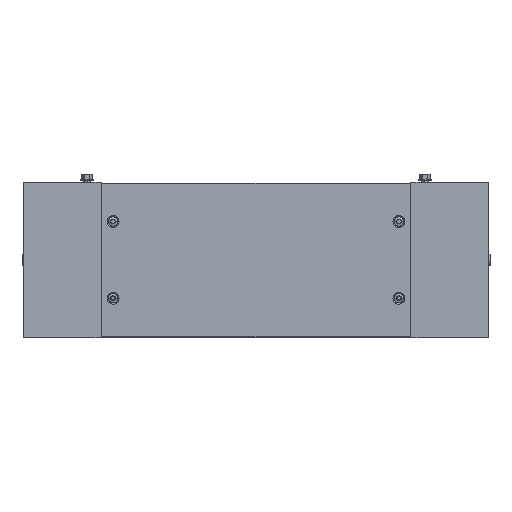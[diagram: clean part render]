
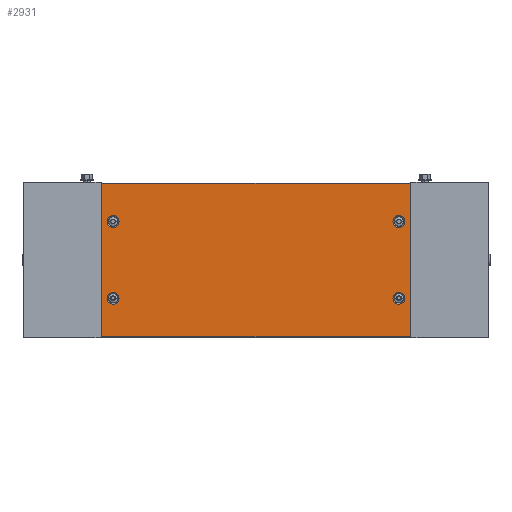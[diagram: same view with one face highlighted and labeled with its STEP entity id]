
A CAD part, top view. The second image highlights one B-rep face of the part: STEP entity #2931.
In plain terms, the highlighted face is planar.
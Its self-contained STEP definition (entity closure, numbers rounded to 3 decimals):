
#165 = VERTEX_POINT ( 'NONE', #7505 ) ;
#574 = CARTESIAN_POINT ( 'NONE',  ( 476.809, -149.5, 0. ) ) ;
#686 = CARTESIAN_POINT ( 'NONE',  ( 107.809, -149.5, 0. ) ) ;
#765 = EDGE_LOOP ( 'NONE', ( #17948, #10456 ) ) ;
#1201 = DIRECTION ( 'NONE',  ( 0., 0., 1. ) ) ;
#1556 = VERTEX_POINT ( 'NONE', #574 ) ;
#1572 = CARTESIAN_POINT ( 'NONE',  ( 492.191, -50.5, 0. ) ) ;
#1835 = DIRECTION ( 'NONE',  ( 1., 0., 0. ) ) ;
#1858 = DIRECTION ( 'NONE',  ( 0., 0., 1. ) ) ;
#1870 = EDGE_CURVE ( 'NONE', #17370, #4024, #9287, .T. ) ;
#1961 = DIRECTION ( 'NONE',  ( 1., 0., 0. ) ) ;
#2017 = EDGE_CURVE ( 'NONE', #9865, #1556, #3050, .T. ) ;
#2105 = DIRECTION ( 'NONE',  ( 0., 0., 1. ) ) ;
#2106 = DIRECTION ( 'NONE',  ( 0., -1., 0. ) ) ;
#2531 = EDGE_CURVE ( 'NONE', #1556, #9865, #14141, .T. ) ;
#2750 = EDGE_LOOP ( 'NONE', ( #14489, #3792 ) ) ;
#2783 = ORIENTED_EDGE ( 'NONE', *, *, #13013, .T. ) ;
#2794 = CARTESIAN_POINT ( 'NONE',  ( 101., -1., 0. ) ) ;
#2931 = ADVANCED_FACE ( 'NONE', ( #6258, #16122, #17487, #10545, #13298 ), #9183, .F. ) ;
#2950 = CIRCLE ( 'NONE', #15485, 7.691 ) ;
#3050 = CIRCLE ( 'NONE', #5686, 7.691 ) ;
#3125 = VECTOR ( 'NONE', #14129, 1000. ) ;
#3157 = DIRECTION ( 'NONE',  ( 1., 0., 0. ) ) ;
#3158 = VECTOR ( 'NONE', #1961, 1000. ) ;
#3187 = VERTEX_POINT ( 'NONE', #2794 ) ;
#3212 = CIRCLE ( 'NONE', #10767, 7.691 ) ;
#3429 = DIRECTION ( 'NONE',  ( 1., 0., 0. ) ) ;
#3723 = ORIENTED_EDGE ( 'NONE', *, *, #12458, .F. ) ;
#3777 = CARTESIAN_POINT ( 'NONE',  ( 123.191, -50.5, 0. ) ) ;
#3787 = EDGE_LOOP ( 'NONE', ( #8264, #9817 ) ) ;
#3792 = ORIENTED_EDGE ( 'NONE', *, *, #17075, .T. ) ;
#3794 = CARTESIAN_POINT ( 'NONE',  ( 123.191, -149.5, 0. ) ) ;
#4024 = VERTEX_POINT ( 'NONE', #5153 ) ;
#4202 = DIRECTION ( 'NONE',  ( 0., 0., 1. ) ) ;
#4356 = CARTESIAN_POINT ( 'NONE',  ( 101., -1., 0. ) ) ;
#4496 = EDGE_LOOP ( 'NONE', ( #2783, #9378 ) ) ;
#4552 = CARTESIAN_POINT ( 'NONE',  ( 101., -199., 0. ) ) ;
#4710 = VERTEX_POINT ( 'NONE', #17013 ) ;
#4732 = AXIS2_PLACEMENT_3D ( 'NONE', #17123, #1858, #3157 ) ;
#5078 = EDGE_CURVE ( 'NONE', #8130, #6899, #2950, .T. ) ;
#5153 = CARTESIAN_POINT ( 'NONE',  ( 476.809, -50.5, 0. ) ) ;
#5355 = EDGE_CURVE ( 'NONE', #8201, #4710, #3212, .T. ) ;
#5686 = AXIS2_PLACEMENT_3D ( 'NONE', #17363, #2105, #7668 ) ;
#5697 = CARTESIAN_POINT ( 'NONE',  ( 484.5, -50.5, 0. ) ) ;
#6258 = FACE_BOUND ( 'NONE', #3787, .T. ) ;
#6899 = VERTEX_POINT ( 'NONE', #3794 ) ;
#7008 = CARTESIAN_POINT ( 'NONE',  ( 101., -199., 0. ) ) ;
#7068 = ORIENTED_EDGE ( 'NONE', *, *, #13109, .F. ) ;
#7261 = DIRECTION ( 'NONE',  ( 0., 0., 1. ) ) ;
#7353 = AXIS2_PLACEMENT_3D ( 'NONE', #12629, #11432, #8528 ) ;
#7505 = CARTESIAN_POINT ( 'NONE',  ( 499., -1., 0. ) ) ;
#7668 = DIRECTION ( 'NONE',  ( 1., 0., 0. ) ) ;
#8130 = VERTEX_POINT ( 'NONE', #686 ) ;
#8190 = LINE ( 'NONE', #4356, #3125 ) ;
#8201 = VERTEX_POINT ( 'NONE', #3777 ) ;
#8264 = ORIENTED_EDGE ( 'NONE', *, *, #2531, .T. ) ;
#8446 = EDGE_CURVE ( 'NONE', #4024, #17370, #17543, .T. ) ;
#8504 = CARTESIAN_POINT ( 'NONE',  ( 115.5, -149.5, 0. ) ) ;
#8528 = DIRECTION ( 'NONE',  ( 1., 0., 0. ) ) ;
#8706 = CARTESIAN_POINT ( 'NONE',  ( 101., -1., 0. ) ) ;
#8905 = CARTESIAN_POINT ( 'NONE',  ( 115.5, -50.5, 0. ) ) ;
#8940 = ORIENTED_EDGE ( 'NONE', *, *, #11291, .F. ) ;
#9167 = AXIS2_PLACEMENT_3D ( 'NONE', #17845, #1201, #9527 ) ;
#9183 = PLANE ( 'NONE',  #10077 ) ;
#9287 = CIRCLE ( 'NONE', #15586, 7.691 ) ;
#9378 = ORIENTED_EDGE ( 'NONE', *, *, #5355, .T. ) ;
#9527 = DIRECTION ( 'NONE',  ( 1., 0., 0. ) ) ;
#9782 = DIRECTION ( 'NONE',  ( 1., 0., 0. ) ) ;
#9817 = ORIENTED_EDGE ( 'NONE', *, *, #2017, .T. ) ;
#9865 = VERTEX_POINT ( 'NONE', #14656 ) ;
#10077 = AXIS2_PLACEMENT_3D ( 'NONE', #11565, #13204, #3429 ) ;
#10111 = EDGE_LOOP ( 'NONE', ( #7068, #15191, #3723, #8940 ) ) ;
#10230 = CARTESIAN_POINT ( 'NONE',  ( 499., -199., 0. ) ) ;
#10291 = VERTEX_POINT ( 'NONE', #7008 ) ;
#10318 = EDGE_CURVE ( 'NONE', #165, #3187, #8190, .T. ) ;
#10324 = LINE ( 'NONE', #8706, #13162 ) ;
#10340 = AXIS2_PLACEMENT_3D ( 'NONE', #11755, #15964, #17340 ) ;
#10456 = ORIENTED_EDGE ( 'NONE', *, *, #1870, .T. ) ;
#10545 = FACE_BOUND ( 'NONE', #4496, .T. ) ;
#10767 = AXIS2_PLACEMENT_3D ( 'NONE', #8905, #7261, #15741 ) ;
#10944 = VERTEX_POINT ( 'NONE', #10230 ) ;
#11291 = EDGE_CURVE ( 'NONE', #10291, #10944, #14497, .T. ) ;
#11383 = DIRECTION ( 'NONE',  ( 0., 1., 0. ) ) ;
#11432 = DIRECTION ( 'NONE',  ( 0., 0., 1. ) ) ;
#11484 = CARTESIAN_POINT ( 'NONE',  ( 499., -1., 0. ) ) ;
#11526 = DIRECTION ( 'NONE',  ( 0., 0., 1. ) ) ;
#11565 = CARTESIAN_POINT ( 'NONE',  ( 0., 0., 0. ) ) ;
#11755 = CARTESIAN_POINT ( 'NONE',  ( 484.5, -149.5, 0. ) ) ;
#12458 = EDGE_CURVE ( 'NONE', #10944, #165, #12952, .T. ) ;
#12629 = CARTESIAN_POINT ( 'NONE',  ( 115.5, -50.5, 0. ) ) ;
#12952 = LINE ( 'NONE', #11484, #14054 ) ;
#13013 = EDGE_CURVE ( 'NONE', #4710, #8201, #15221, .T. ) ;
#13109 = EDGE_CURVE ( 'NONE', #3187, #10291, #10324, .T. ) ;
#13162 = VECTOR ( 'NONE', #2106, 1000. ) ;
#13204 = DIRECTION ( 'NONE',  ( 0., 0., 1. ) ) ;
#13298 = FACE_OUTER_BOUND ( 'NONE', #10111, .T. ) ;
#14054 = VECTOR ( 'NONE', #11383, 1000. ) ;
#14129 = DIRECTION ( 'NONE',  ( -1., 0., 0. ) ) ;
#14141 = CIRCLE ( 'NONE', #10340, 7.691 ) ;
#14489 = ORIENTED_EDGE ( 'NONE', *, *, #5078, .T. ) ;
#14497 = LINE ( 'NONE', #4552, #3158 ) ;
#14656 = CARTESIAN_POINT ( 'NONE',  ( 492.191, -149.5, 0. ) ) ;
#15191 = ORIENTED_EDGE ( 'NONE', *, *, #10318, .F. ) ;
#15221 = CIRCLE ( 'NONE', #7353, 7.691 ) ;
#15485 = AXIS2_PLACEMENT_3D ( 'NONE', #8504, #4202, #9782 ) ;
#15586 = AXIS2_PLACEMENT_3D ( 'NONE', #5697, #11526, #1835 ) ;
#15741 = DIRECTION ( 'NONE',  ( 1., 0., 0. ) ) ;
#15887 = CIRCLE ( 'NONE', #9167, 7.691 ) ;
#15964 = DIRECTION ( 'NONE',  ( 0., 0., 1. ) ) ;
#16122 = FACE_BOUND ( 'NONE', #2750, .T. ) ;
#17013 = CARTESIAN_POINT ( 'NONE',  ( 107.809, -50.5, 0. ) ) ;
#17075 = EDGE_CURVE ( 'NONE', #6899, #8130, #15887, .T. ) ;
#17123 = CARTESIAN_POINT ( 'NONE',  ( 484.5, -50.5, 0. ) ) ;
#17340 = DIRECTION ( 'NONE',  ( 1., 0., 0. ) ) ;
#17363 = CARTESIAN_POINT ( 'NONE',  ( 484.5, -149.5, 0. ) ) ;
#17370 = VERTEX_POINT ( 'NONE', #1572 ) ;
#17487 = FACE_BOUND ( 'NONE', #765, .T. ) ;
#17543 = CIRCLE ( 'NONE', #4732, 7.691 ) ;
#17845 = CARTESIAN_POINT ( 'NONE',  ( 115.5, -149.5, 0. ) ) ;
#17948 = ORIENTED_EDGE ( 'NONE', *, *, #8446, .T. ) ;
